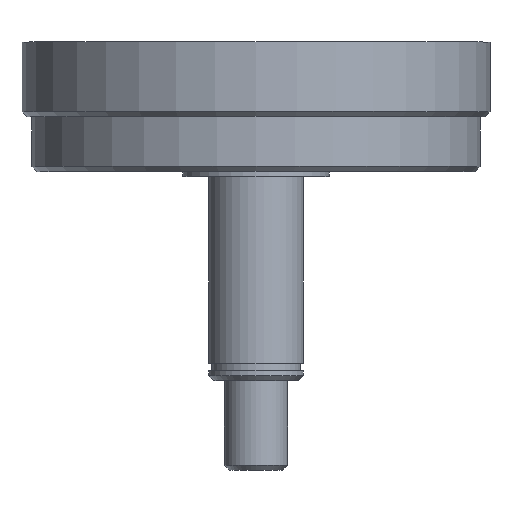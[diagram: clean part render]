
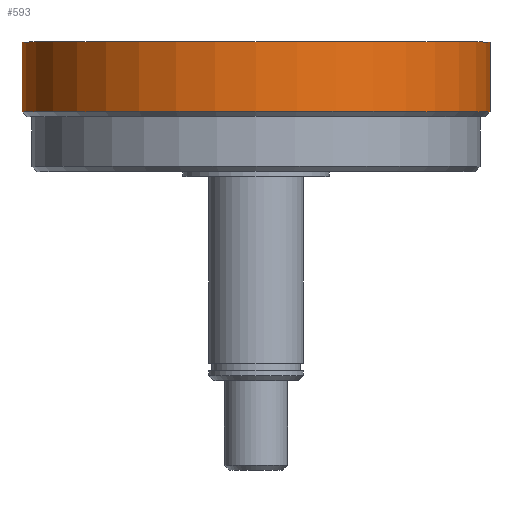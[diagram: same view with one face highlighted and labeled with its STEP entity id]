
A CAD part, top view. The second image highlights one B-rep face of the part: STEP entity #593.
In plain terms, the highlighted cylindrical face has radius 23.5 mm (diameter 47 mm), a partial arc.
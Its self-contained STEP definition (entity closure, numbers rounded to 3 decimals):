
#59 = VERTEX_POINT ( 'NONE', #1960 ) ;
#67 = CIRCLE ( 'NONE', #1750, 23.5 ) ;
#182 = ORIENTED_EDGE ( 'NONE', *, *, #372, .T. ) ;
#217 = LINE ( 'NONE', #1341, #258 ) ;
#258 = VECTOR ( 'NONE', #811, 1000. ) ;
#331 = DIRECTION ( 'NONE',  ( 0., -1., 0. ) ) ;
#372 = EDGE_CURVE ( 'NONE', #1356, #59, #67, .T. ) ;
#409 = CARTESIAN_POINT ( 'NONE',  ( 0., 0., 0. ) ) ;
#482 = EDGE_CURVE ( 'NONE', #59, #2096, #1230, .T. ) ;
#524 = CARTESIAN_POINT ( 'NONE',  ( 0., -7.001, 0. ) ) ;
#570 = DIRECTION ( 'NONE',  ( 0., -1., 0. ) ) ;
#593 = ADVANCED_FACE ( 'NONE', ( #2425 ), #765, .T. ) ;
#706 = DIRECTION ( 'NONE',  ( -1., 0., 0. ) ) ;
#765 = CYLINDRICAL_SURFACE ( 'NONE', #1199, 23.5 ) ;
#811 = DIRECTION ( 'NONE',  ( 0., -1., 0. ) ) ;
#903 = DIRECTION ( 'NONE',  ( 1., 0., 0. ) ) ;
#1190 = ORIENTED_EDGE ( 'NONE', *, *, #1241, .T. ) ;
#1199 = AXIS2_PLACEMENT_3D ( 'NONE', #2413, #331, #903 ) ;
#1206 = CARTESIAN_POINT ( 'NONE',  ( 23.5, 0., 0. ) ) ;
#1230 = LINE ( 'NONE', #1536, #2067 ) ;
#1241 = EDGE_CURVE ( 'NONE', #2096, #2177, #2355, .T. ) ;
#1341 = CARTESIAN_POINT ( 'NONE',  ( 23.5, -34.001, 0. ) ) ;
#1342 = EDGE_LOOP ( 'NONE', ( #182, #2111, #1190, #1626 ) ) ;
#1356 = VERTEX_POINT ( 'NONE', #1206 ) ;
#1504 = CARTESIAN_POINT ( 'NONE',  ( 23.5, -7.001, 0. ) ) ;
#1536 = CARTESIAN_POINT ( 'NONE',  ( -23.5, -34.001, 0. ) ) ;
#1626 = ORIENTED_EDGE ( 'NONE', *, *, #1712, .F. ) ;
#1633 = CARTESIAN_POINT ( 'NONE',  ( -23.5, -7.001, 0. ) ) ;
#1712 = EDGE_CURVE ( 'NONE', #1356, #2177, #217, .T. ) ;
#1750 = AXIS2_PLACEMENT_3D ( 'NONE', #409, #570, #2042 ) ;
#1762 = DIRECTION ( 'NONE',  ( 0., -1., 0. ) ) ;
#1960 = CARTESIAN_POINT ( 'NONE',  ( -23.5, 0., 0. ) ) ;
#1971 = AXIS2_PLACEMENT_3D ( 'NONE', #524, #2003, #706 ) ;
#2003 = DIRECTION ( 'NONE',  ( 0., 1., 0. ) ) ;
#2042 = DIRECTION ( 'NONE',  ( 1., 0., 0. ) ) ;
#2067 = VECTOR ( 'NONE', #1762, 1000. ) ;
#2096 = VERTEX_POINT ( 'NONE', #1633 ) ;
#2111 = ORIENTED_EDGE ( 'NONE', *, *, #482, .T. ) ;
#2177 = VERTEX_POINT ( 'NONE', #1504 ) ;
#2355 = CIRCLE ( 'NONE', #1971, 23.5 ) ;
#2413 = CARTESIAN_POINT ( 'NONE',  ( 0., -34.001, 0. ) ) ;
#2425 = FACE_OUTER_BOUND ( 'NONE', #1342, .T. ) ;
